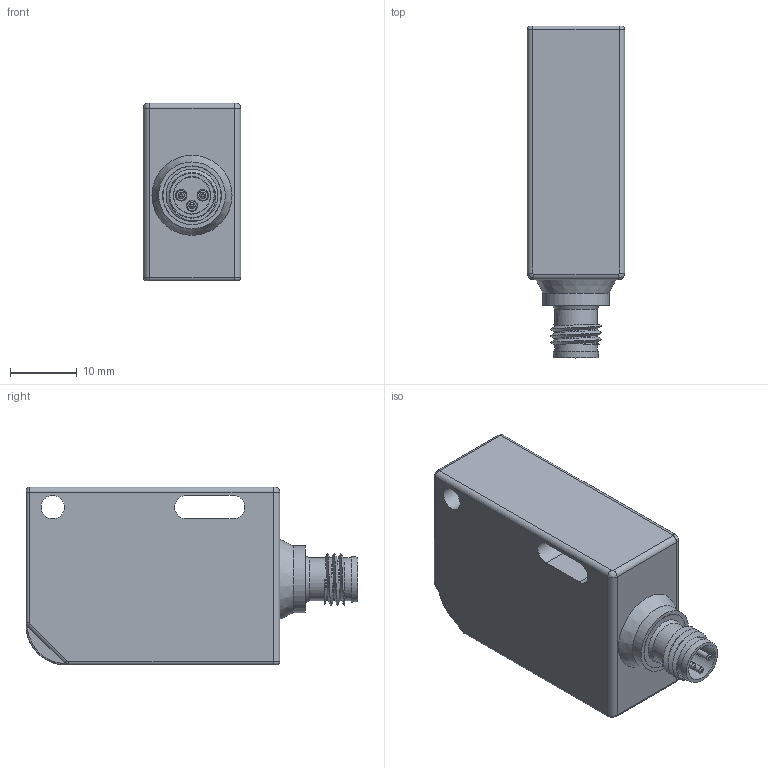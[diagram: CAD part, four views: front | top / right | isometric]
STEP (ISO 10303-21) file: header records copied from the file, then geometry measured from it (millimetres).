
FILE_DESCRIPTION((''),'2;1');
FILE_NAME('Ox6-41.stp','2011-05-26T18:24:55',('urbach_admin'),(''),'Autodesk Inventor 10','Autodesk Inventor 10','');
FILE_SCHEMA(('AUTOMOTIVE_DESIGN { 1 0 10303 214 1 1 1 1 }'));
Length unit declared in the file: millimetre
Products named in the file (8): Ox6-41; NEW-PCB; NEW-PCB_1D; OUT-BODY; FRONTSHELL; M8-SOKET; PINBASE; PIN-1
Assembly tree (9 placements, depth 3):
  Ox6-41
    NEW-PCB
      NEW-PCB_1D
    OUT-BODY
    FRONTSHELL
    M8-SOKET
    PINBASE
    PIN-1  x3
Bounding box: 14.6 x 49.7 x 26.65 mm (x, y, z)
Volume: 4680.8 mm3; surface area: 10774.9 mm2
Topology: 8 solids, 8 shells, 318 faces, 761 edges, 494 vertices
Faces by surface type: plane 201, cylinder 80, bspline 27, cone 8, sphere 2
Full cylindrical faces by diameter (mm): 0.63 x3, 0.73 x3, 0.85 x3, 0.93 x6, 1.43 x3, 1.5 x3, 1.85 x3, 2.8 x1, 3.5 x1, 5.2 x1, 5.5 x1, 5.62 x2, 6.42 x5, 8 x1, 8.72 x1, 8.8 x1, 10 x1
Entity records: 10635 total; most frequent: CARTESIAN_POINT 3689, DIRECTION 1371, ORIENTED_EDGE 1350, EDGE_CURVE 675, VECTOR 473, LINE 473, VERTEX_POINT 463, AXIS2_PLACEMENT_3D 449
